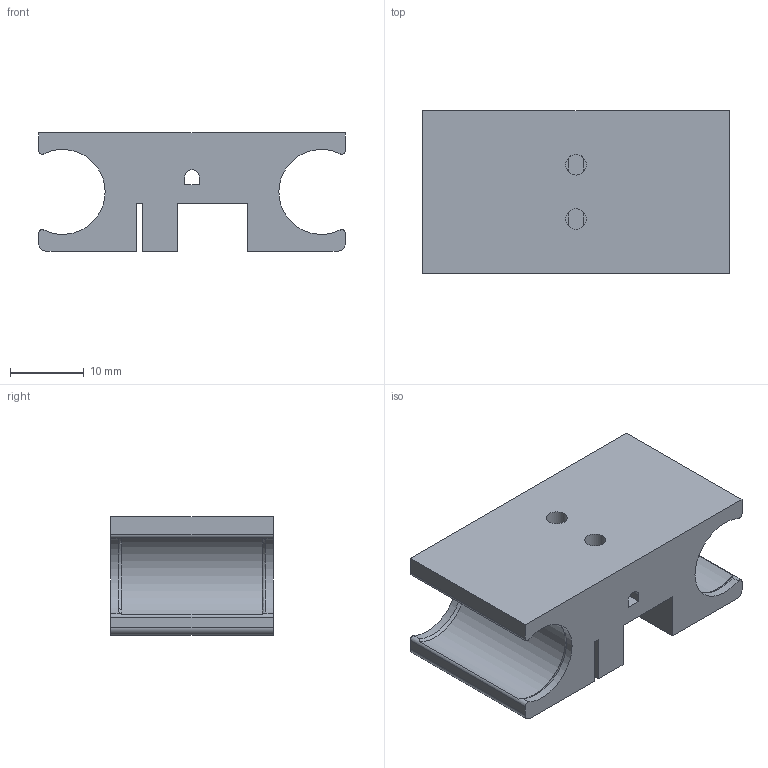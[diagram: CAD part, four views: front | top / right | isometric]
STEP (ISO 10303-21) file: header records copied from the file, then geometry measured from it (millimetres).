
FILE_DESCRIPTION(/* description */ (''),/* implementation_level */ '2;1');
FILE_NAME(/* name */ 'Z_dynamic_slider v1.step',/* time_stamp */ '2024-03-05T20:23:10+08:00',/* author */ (''),/* organization */ (''),/* preprocessor_version */ 'ST-DEVELOPER v20',/* originating_system */ 'Autodesk Translation Framework v12.20.1.177',/* authorisation */ '');
FILE_SCHEMA (('AUTOMOTIVE_DESIGN { 1 0 10303 214 3 1 1 }'));
Length unit declared in the file: millimetre
Products named in the file (1): Z_dynamic_slider
Bounding box: 41.5 x 22 x 15.98 mm (x, y, z)
Volume: 8457.9 mm3; surface area: 4679.6 mm2
Topology: 1 solids, 1 shells, 60 faces, 180 edges, 120 vertices
Faces by surface type: plane 39, cylinder 17, torus 4
Full cylindrical faces by diameter (mm): 2.8 x2
Entity records: 2179 total; most frequent: CARTESIAN_POINT 501, ORIENTED_EDGE 360, DIRECTION 324, EDGE_CURVE 180, LINE 134, VECTOR 134, VERTEX_POINT 120, AXIS2_PLACEMENT_3D 95
